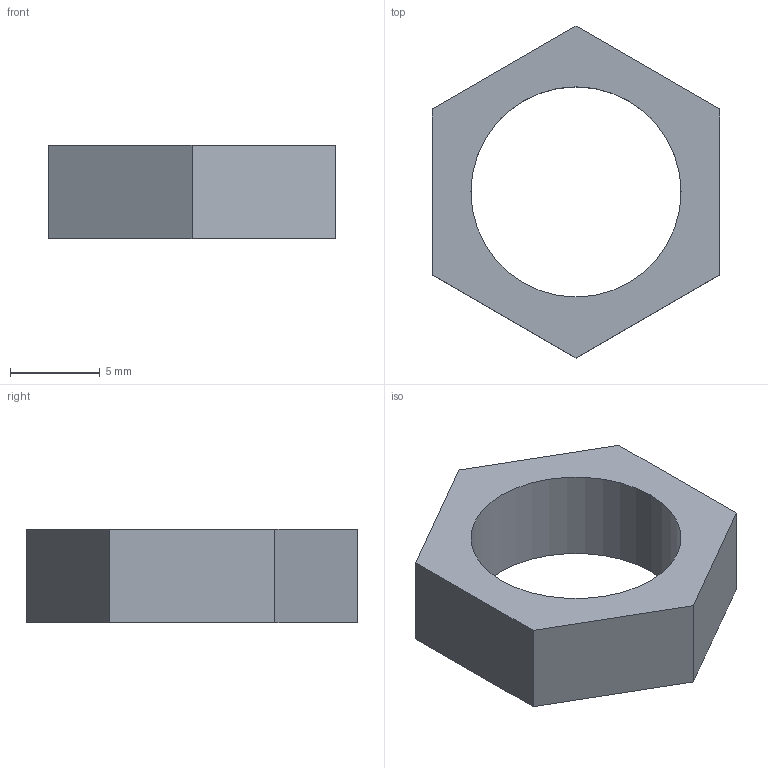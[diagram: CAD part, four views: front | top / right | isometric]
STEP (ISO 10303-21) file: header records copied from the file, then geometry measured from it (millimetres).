
FILE_DESCRIPTION((''),'2;1');
FILE_NAME('NUT_TUBE','2025-04-16T12:27:21',('Constantin Schempp'),(''),'CREO PARAMETRIC BY PTC INC, 2024063','CREO PARAMETRIC BY PTC INC, 2024063','');
FILE_SCHEMA(('CONFIG_CONTROL_DESIGN'));
Length unit declared in the file: millimetre
Products named in the file (1): NUT_TUBE
Bounding box: 16 x 18.48 x 5.2 mm (x, y, z)
Volume: 593.8 mm3; surface area: 707.7 mm2
Topology: 1 solids, 1 shells, 10 faces, 36 edges, 32 vertices
Faces by surface type: plane 8, cylinder 2
Entity records: 415 total; most frequent: DIRECTION 64, CARTESIAN_POINT 63, ORIENTED_EDGE 48, VECTOR 30, LINE 30, EDGE_CURVE 24, AXIS2_PLACEMENT_3D 17, VERTEX_POINT 16
